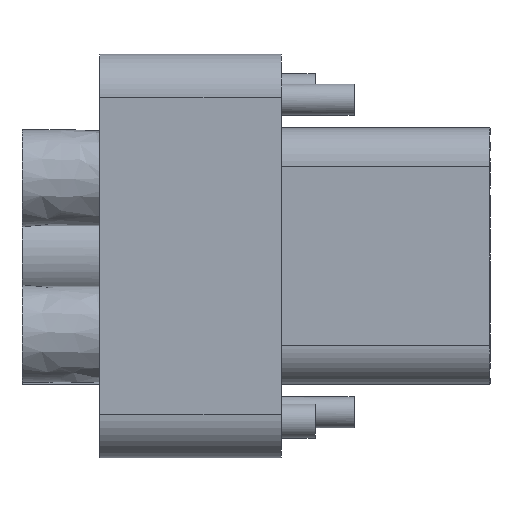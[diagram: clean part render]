
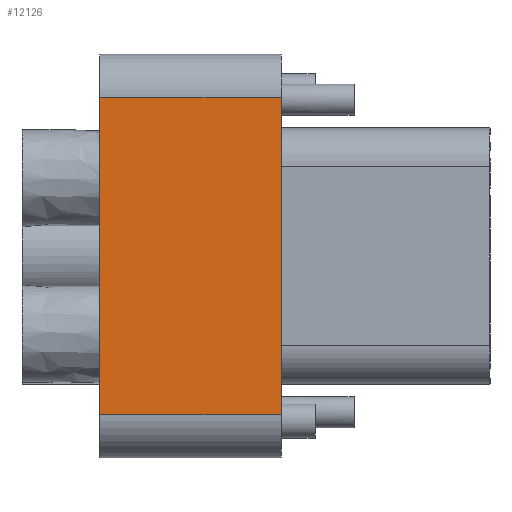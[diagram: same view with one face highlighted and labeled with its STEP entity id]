
A CAD part, left-side view. The second image highlights one B-rep face of the part: STEP entity #12126.
In plain terms, the highlighted free-form (B-spline) face has degree [1, 1] with [2, 2] control points.
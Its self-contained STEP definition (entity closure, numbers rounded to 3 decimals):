
#11816=CARTESIAN_POINT('V534',(-11.2,0.,
   16.3));
#11817=VERTEX_POINT('V534',#11816);
#11831=CARTESIAN_POINT('V535',(-11.2,0.,
   -16.3));
#11832=VERTEX_POINT('V535',#11831);
#11833=CARTESIAN_POINT('E786',(-11.2,0.,
   16.3));
#11834=CARTESIAN_POINT('E786',(-11.2,0.,
   -16.3));
#11835=QUASI_UNIFORM_CURVE('E786',1,(#11833,#11834),.POLYLINE_FORM.,
   .F.,.U.);
#11836=EDGE_CURVE('E786',#11817,#11832,#11835,.T.);
#12080=CARTESIAN_POINT('V638',(-11.2,
   18.7,-16.3));
#12081=VERTEX_POINT('V638',#12080);
#12097=CARTESIAN_POINT('E969',(-11.2,
   18.7,-16.3));
#12098=CARTESIAN_POINT('E969',(-11.2,0.,
   -16.3));
#12099=B_SPLINE_CURVE_WITH_KNOTS('E969',1,(#12097,#12098),
   .POLYLINE_FORM.,.F.,.U.,(2,2),(0.3,1.0),
   .UNSPECIFIED.);
#12100=EDGE_CURVE('E969',#12081,#11832,#12099,.T.);
#12105=CARTESIAN_POINT('F353',(-11.2,
   -0.1,-16.4));
#12106=CARTESIAN_POINT('F353',(-11.2,
   -0.1,16.4));
#12107=CARTESIAN_POINT('F353',(-11.2,
   26.8,-16.4));
#12108=CARTESIAN_POINT('F353',(-11.2,
   26.8,16.4));
#12109=B_SPLINE_SURFACE_WITH_KNOTS('F353',1,1,((#12105,#12107),(
   #12106,#12108)),.PLANE_SURF.,.F.,.F.,.U.,(2,2),(2,2),(0.0,
   1.219),(0.0,1.0),.UNSPECIFIED.);
#12110=CARTESIAN_POINT('V636',(-11.2,
   18.7,16.3));
#12111=VERTEX_POINT('V636',#12110);
#12112=CARTESIAN_POINT('E939',(-11.2,
   18.7,16.3));
#12113=CARTESIAN_POINT('E939',(-11.2,
   18.7,-16.3));
#12114=B_SPLINE_CURVE_WITH_KNOTS('E939',1,(#12112,#12113),
   .POLYLINE_FORM.,.F.,.U.,(2,2),(0.0,4.075),
   .UNSPECIFIED.);
#12115=EDGE_CURVE('E939',#12111,#12081,#12114,.T.);
#12116=ORIENTED_EDGE('E939',*,*,#12115,.T.);
#12117=ORIENTED_EDGE('F354',*,*,#12100,.T.);
#12118=ORIENTED_EDGE('E786',*,*,#11836,.F.);
#12119=CARTESIAN_POINT('E968',(-11.2,
   18.7,16.3));
#12120=CARTESIAN_POINT('E968',(-11.2,0.,
   16.3));
#12121=B_SPLINE_CURVE_WITH_KNOTS('E968',1,(#12119,#12120),
   .POLYLINE_FORM.,.F.,.U.,(2,2),(0.3,1.0),
   .UNSPECIFIED.);
#12122=EDGE_CURVE('E968',#12111,#11817,#12121,.T.);
#12123=ORIENTED_EDGE('E968',*,*,#12122,.F.);
#12124=EDGE_LOOP('F353',(#12116,#12117,#12118,#12123));
#12125=FACE_OUTER_BOUND('F353',#12124,.T.);
#12126=ADVANCED_FACE('F353',(#12125),#12109,.T.);
